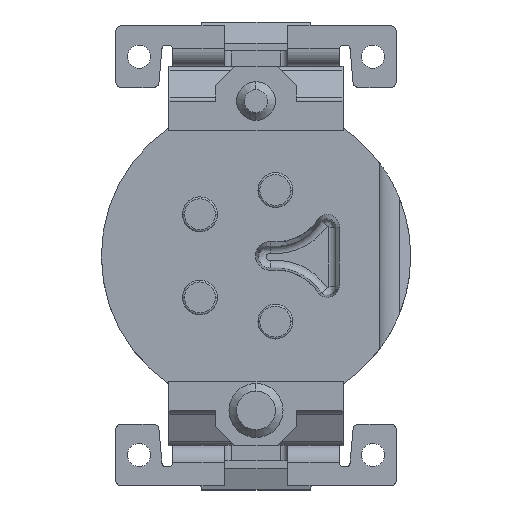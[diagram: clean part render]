
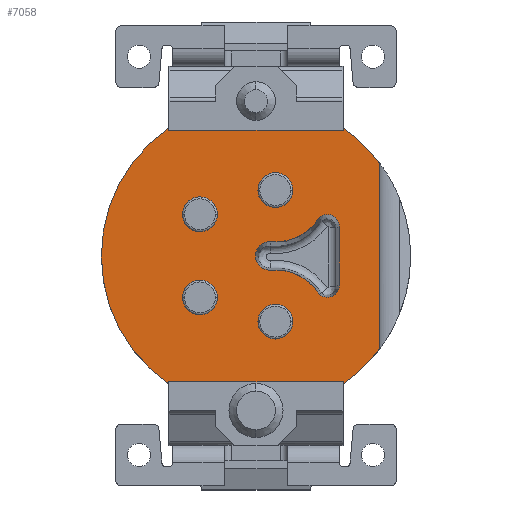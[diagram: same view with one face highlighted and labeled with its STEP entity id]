
A CAD part, top view. The second image highlights one B-rep face of the part: STEP entity #7058.
In plain terms, the highlighted planar face has unit normal (0, 0, 1).
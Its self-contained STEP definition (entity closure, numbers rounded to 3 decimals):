
#22=DIRECTION('',(0.,1.,0.));
#23=VECTOR('',#22,4.8);
#24=CARTESIAN_POINT('',(3.2,-2.4,-1.));
#25=LINE('',#24,#23);
#26=DIRECTION('',(0.,1.,0.));
#27=VECTOR('',#26,0.057);
#28=CARTESIAN_POINT('',(2.25,-3.307,-1.));
#29=LINE('',#28,#27);
#30=DIRECTION('',(-1.,0.,0.));
#31=VECTOR('',#30,4.5);
#32=CARTESIAN_POINT('',(2.25,-3.25,-1.));
#33=LINE('',#32,#31);
#34=DIRECTION('',(0.,1.,0.));
#35=VECTOR('',#34,0.057);
#36=CARTESIAN_POINT('',(-2.25,-3.307,-1.));
#37=LINE('',#36,#35);
#38=DIRECTION('',(0.,-1.,0.));
#39=VECTOR('',#38,0.057);
#40=CARTESIAN_POINT('',(-2.25,3.307,-1.));
#41=LINE('',#40,#39);
#42=DIRECTION('',(1.,0.,0.));
#43=VECTOR('',#42,4.5);
#44=CARTESIAN_POINT('',(-2.25,3.25,-1.));
#45=LINE('',#44,#43);
#46=DIRECTION('',(0.,-1.,0.));
#47=VECTOR('',#46,0.057);
#48=CARTESIAN_POINT('',(2.25,3.307,-1.));
#49=LINE('',#48,#47);
#50=CARTESIAN_POINT('',(0.5,-1.7,-1.));
#51=DIRECTION('',(0.,0.,1.));
#52=DIRECTION('',(0.847,0.532,0.));
#53=AXIS2_PLACEMENT_3D('',#50,#51,#52);
#55=CARTESIAN_POINT('',(1.845,-0.76,-1.));
#56=DIRECTION('',(0.,0.,1.));
#57=DIRECTION('',(-0.679,-0.734,0.));
#58=AXIS2_PLACEMENT_3D('',#55,#56,#57);
#60=DIRECTION('',(0.,1.,0.));
#61=VECTOR('',#60,1.519);
#62=CARTESIAN_POINT('',(2.157,-0.76,-1.));
#63=LINE('',#62,#61);
#64=CARTESIAN_POINT('',(1.845,0.76,-1.));
#65=DIRECTION('',(0.,0.,1.));
#66=DIRECTION('',(1.,0.,0.));
#67=AXIS2_PLACEMENT_3D('',#64,#65,#66);
#69=CARTESIAN_POINT('',(0.5,1.7,-1.));
#70=DIRECTION('',(0.,0.,1.));
#71=DIRECTION('',(-0.085,-0.996,0.));
#72=AXIS2_PLACEMENT_3D('',#69,#70,#71);
#74=CARTESIAN_POINT('',(0.5,1.7,-1.));
#75=DIRECTION('',(0.,0.,-1.));
#76=DIRECTION('',(1.,0.,0.));
#77=AXIS2_PLACEMENT_3D('',#74,#75,#76);
#79=CARTESIAN_POINT('',(0.5,1.7,-1.));
#80=DIRECTION('',(0.,0.,-1.));
#81=DIRECTION('',(-1.,0.,0.));
#82=AXIS2_PLACEMENT_3D('',#79,#80,#81);
#84=CARTESIAN_POINT('',(-1.45,1.075,-1.));
#85=DIRECTION('',(0.,0.,-1.));
#86=DIRECTION('',(1.,0.,0.));
#87=AXIS2_PLACEMENT_3D('',#84,#85,#86);
#89=CARTESIAN_POINT('',(-1.45,1.075,-1.));
#90=DIRECTION('',(0.,0.,-1.));
#91=DIRECTION('',(-1.,0.,0.));
#92=AXIS2_PLACEMENT_3D('',#89,#90,#91);
#94=CARTESIAN_POINT('',(0.5,-1.7,-1.));
#95=DIRECTION('',(0.,0.,-1.));
#96=DIRECTION('',(1.,0.,0.));
#97=AXIS2_PLACEMENT_3D('',#94,#95,#96);
#99=CARTESIAN_POINT('',(0.5,-1.7,-1.));
#100=DIRECTION('',(0.,0.,-1.));
#101=DIRECTION('',(-1.,0.,0.));
#102=AXIS2_PLACEMENT_3D('',#99,#100,#101);
#104=CARTESIAN_POINT('',(-1.45,-1.075,-1.));
#105=DIRECTION('',(0.,0.,-1.));
#106=DIRECTION('',(1.,0.,0.));
#107=AXIS2_PLACEMENT_3D('',#104,#105,#106);
#109=CARTESIAN_POINT('',(-1.45,-1.075,-1.));
#110=DIRECTION('',(0.,0.,-1.));
#111=DIRECTION('',(-1.,0.,0.));
#112=AXIS2_PLACEMENT_3D('',#109,#110,#111);
#171=CARTESIAN_POINT('',(0.,0.,-1.));
#172=DIRECTION('',(0.,0.,1.));
#173=DIRECTION('',(0.563,-0.827,0.));
#174=AXIS2_PLACEMENT_3D('',#171,#172,#173);
#218=CARTESIAN_POINT('',(0.,0.,-1.));
#219=DIRECTION('',(0.,0.,1.));
#220=DIRECTION('',(0.8,0.6,0.));
#221=AXIS2_PLACEMENT_3D('',#218,#219,#220);
#532=CARTESIAN_POINT('',(0.,0.,-1.));
#533=DIRECTION('',(0.,0.,-1.));
#534=DIRECTION('',(-0.563,-0.827,0.));
#535=AXIS2_PLACEMENT_3D('',#532,#533,#534);
#5098=CARTESIAN_POINT('',(0.355,0.,-1.));
#5099=DIRECTION('',(0.,0.,-1.));
#5100=DIRECTION('',(0.085,-0.996,0.));
#5101=AXIS2_PLACEMENT_3D('',#5098,#5099,#5100);
#5540=CARTESIAN_POINT('',(2.25,-3.25,-1.));
#5541=CARTESIAN_POINT('',(-2.25,-3.25,-1.));
#5542=VERTEX_POINT('',#5540);
#5543=VERTEX_POINT('',#5541);
#5544=CARTESIAN_POINT('',(-2.25,3.25,-1.));
#5545=CARTESIAN_POINT('',(2.25,3.25,-1.));
#5546=VERTEX_POINT('',#5544);
#5547=VERTEX_POINT('',#5545);
#5548=CARTESIAN_POINT('',(-2.25,-3.307,-1.));
#5549=VERTEX_POINT('',#5548);
#5550=CARTESIAN_POINT('',(2.25,-3.307,-1.));
#5551=VERTEX_POINT('',#5550);
#5552=CARTESIAN_POINT('',(2.25,3.307,-1.));
#5553=VERTEX_POINT('',#5552);
#5554=CARTESIAN_POINT('',(-2.25,3.307,-1.));
#5555=VERTEX_POINT('',#5554);
#5572=CARTESIAN_POINT('',(3.2,-2.4,-1.));
#5573=CARTESIAN_POINT('',(3.2,2.4,-1.));
#5574=VERTEX_POINT('',#5572);
#5575=VERTEX_POINT('',#5573);
#6040=CARTESIAN_POINT('',(1.633,-0.989,-1.));
#6041=CARTESIAN_POINT('',(0.386,-0.367,-1.));
#6042=VERTEX_POINT('',#6040);
#6043=VERTEX_POINT('',#6041);
#6044=CARTESIAN_POINT('',(2.157,-0.76,-1.));
#6045=VERTEX_POINT('',#6044);
#6046=CARTESIAN_POINT('',(2.157,0.76,-1.));
#6047=VERTEX_POINT('',#6046);
#6048=CARTESIAN_POINT('',(1.633,0.989,-1.));
#6049=VERTEX_POINT('',#6048);
#6050=CARTESIAN_POINT('',(0.386,0.367,-1.));
#6051=VERTEX_POINT('',#6050);
#6929=CARTESIAN_POINT('',(0.9,1.7,-1.));
#6930=CARTESIAN_POINT('',(0.1,1.7,-1.));
#6931=VERTEX_POINT('',#6929);
#6932=VERTEX_POINT('',#6930);
#6949=CARTESIAN_POINT('',(-1.05,1.075,-1.));
#6950=CARTESIAN_POINT('',(-1.85,1.075,-1.));
#6951=VERTEX_POINT('',#6949);
#6952=VERTEX_POINT('',#6950);
#6969=CARTESIAN_POINT('',(0.9,-1.7,-1.));
#6970=CARTESIAN_POINT('',(0.1,-1.7,-1.));
#6971=VERTEX_POINT('',#6969);
#6972=VERTEX_POINT('',#6970);
#6989=CARTESIAN_POINT('',(-1.05,-1.075,-1.));
#6990=CARTESIAN_POINT('',(-1.85,-1.075,-1.));
#6991=VERTEX_POINT('',#6989);
#6992=VERTEX_POINT('',#6990);
#6993=CARTESIAN_POINT('',(0.,0.,-1.));
#6994=DIRECTION('',(0.,0.,1.));
#6995=DIRECTION('',(0.,1.,0.));
#6996=AXIS2_PLACEMENT_3D('',#6993,#6994,#6995);
#6997=PLANE('',#6996);
#6999=ORIENTED_EDGE('',*,*,#6998,.F.);
#7001=ORIENTED_EDGE('',*,*,#7000,.F.);
#7003=ORIENTED_EDGE('',*,*,#7002,.T.);
#7005=ORIENTED_EDGE('',*,*,#7004,.T.);
#7007=ORIENTED_EDGE('',*,*,#7006,.F.);
#7009=ORIENTED_EDGE('',*,*,#7008,.T.);
#7011=ORIENTED_EDGE('',*,*,#7010,.T.);
#7013=ORIENTED_EDGE('',*,*,#7012,.T.);
#7015=ORIENTED_EDGE('',*,*,#7014,.F.);
#7017=ORIENTED_EDGE('',*,*,#7016,.F.);
#7018=EDGE_LOOP('',(#6999,#7001,#7003,#7005,#7007,#7009,#7011,#7013,#7015,
#7017));
#7019=FACE_OUTER_BOUND('',#7018,.F.);
#7021=ORIENTED_EDGE('',*,*,#7020,.F.);
#7023=ORIENTED_EDGE('',*,*,#7022,.F.);
#7025=ORIENTED_EDGE('',*,*,#7024,.T.);
#7027=ORIENTED_EDGE('',*,*,#7026,.T.);
#7029=ORIENTED_EDGE('',*,*,#7028,.T.);
#7031=ORIENTED_EDGE('',*,*,#7030,.F.);
#7032=EDGE_LOOP('',(#7021,#7023,#7025,#7027,#7029,#7031));
#7033=FACE_BOUND('',#7032,.F.);
#7035=ORIENTED_EDGE('',*,*,#7034,.F.);
#7037=ORIENTED_EDGE('',*,*,#7036,.F.);
#7038=EDGE_LOOP('',(#7035,#7037));
#7039=FACE_BOUND('',#7038,.F.);
#7041=ORIENTED_EDGE('',*,*,#7040,.F.);
#7043=ORIENTED_EDGE('',*,*,#7042,.F.);
#7044=EDGE_LOOP('',(#7041,#7043));
#7045=FACE_BOUND('',#7044,.F.);
#7047=ORIENTED_EDGE('',*,*,#7046,.F.);
#7049=ORIENTED_EDGE('',*,*,#7048,.F.);
#7050=EDGE_LOOP('',(#7047,#7049));
#7051=FACE_BOUND('',#7050,.F.);
#7053=ORIENTED_EDGE('',*,*,#7052,.F.);
#7055=ORIENTED_EDGE('',*,*,#7054,.F.);
#7056=EDGE_LOOP('',(#7053,#7055));
#7057=FACE_BOUND('',#7056,.F.);
#54=CIRCLE('',#53,1.338);
#59=CIRCLE('',#58,0.312);
#68=CIRCLE('',#67,0.312);
#73=CIRCLE('',#72,1.338);
#78=CIRCLE('',#77,0.4);
#83=CIRCLE('',#82,0.4);
#88=CIRCLE('',#87,0.4);
#93=CIRCLE('',#92,0.4);
#98=CIRCLE('',#97,0.4);
#103=CIRCLE('',#102,0.4);
#108=CIRCLE('',#107,0.4);
#113=CIRCLE('',#112,0.4);
#175=CIRCLE('',#174,4.);
#222=CIRCLE('',#221,4.);
#536=CIRCLE('',#535,4.);
#5102=CIRCLE('',#5101,0.368);
#6998=EDGE_CURVE('',#5574,#5575,#25,.T.);
#7000=EDGE_CURVE('',#5551,#5574,#175,.T.);
#7002=EDGE_CURVE('',#5551,#5542,#29,.T.);
#7004=EDGE_CURVE('',#5542,#5543,#33,.T.);
#7006=EDGE_CURVE('',#5549,#5543,#37,.T.);
#7008=EDGE_CURVE('',#5549,#5555,#536,.T.);
#7010=EDGE_CURVE('',#5555,#5546,#41,.T.);
#7012=EDGE_CURVE('',#5546,#5547,#45,.T.);
#7014=EDGE_CURVE('',#5553,#5547,#49,.T.);
#7016=EDGE_CURVE('',#5575,#5553,#222,.T.);
#7020=EDGE_CURVE('',#6043,#6051,#5102,.T.);
#7022=EDGE_CURVE('',#6042,#6043,#54,.T.);
#7024=EDGE_CURVE('',#6042,#6045,#59,.T.);
#7026=EDGE_CURVE('',#6045,#6047,#63,.T.);
#7028=EDGE_CURVE('',#6047,#6049,#68,.T.);
#7030=EDGE_CURVE('',#6051,#6049,#73,.T.);
#7034=EDGE_CURVE('',#6931,#6932,#78,.T.);
#7036=EDGE_CURVE('',#6932,#6931,#83,.T.);
#7040=EDGE_CURVE('',#6951,#6952,#88,.T.);
#7042=EDGE_CURVE('',#6952,#6951,#93,.T.);
#7046=EDGE_CURVE('',#6971,#6972,#98,.T.);
#7048=EDGE_CURVE('',#6972,#6971,#103,.T.);
#7052=EDGE_CURVE('',#6991,#6992,#108,.T.);
#7054=EDGE_CURVE('',#6992,#6991,#113,.T.);
#7058=ADVANCED_FACE('',(#7019,#7033,#7039,#7045,#7051,#7057),#6997,.T.);
